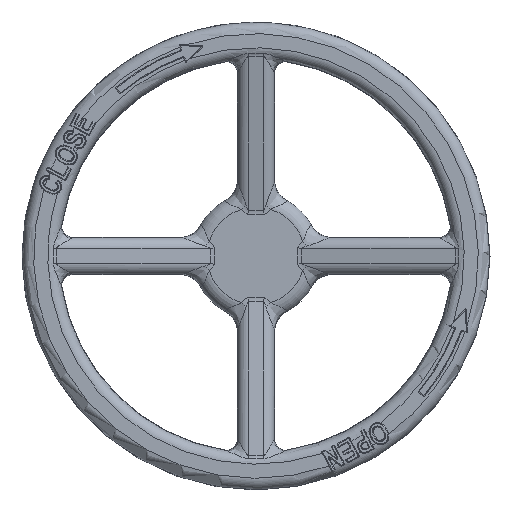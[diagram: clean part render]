
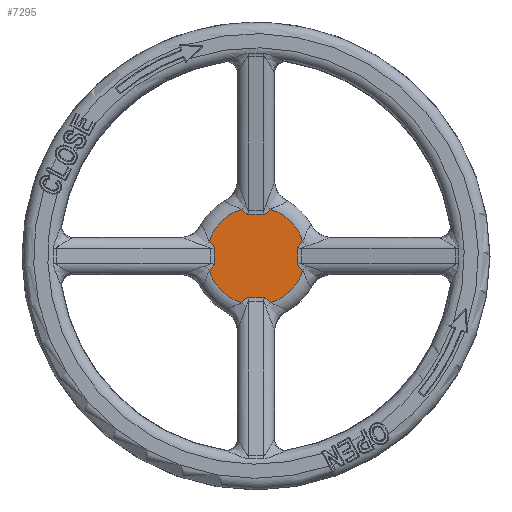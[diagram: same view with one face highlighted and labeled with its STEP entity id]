
A CAD part, top view. The second image highlights one B-rep face of the part: STEP entity #7295.
In plain terms, the highlighted planar face has unit normal (0, 0, 1).
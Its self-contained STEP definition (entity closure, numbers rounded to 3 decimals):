
#323=CIRCLE('',#7895,13.077);
#325=CIRCLE('',#7898,13.077);
#327=CIRCLE('',#7901,13.077);
#329=CIRCLE('',#7904,13.077);
#667=ELLIPSE('',#7906,51.829,9.);
#668=ELLIPSE('',#7907,51.829,9.);
#669=ELLIPSE('',#7908,51.829,9.);
#670=ELLIPSE('',#7909,51.829,9.);
#671=ELLIPSE('',#7910,51.829,9.);
#672=ELLIPSE('',#7911,51.829,9.);
#673=ELLIPSE('',#7912,51.829,9.);
#674=ELLIPSE('',#7913,51.829,9.);
#819=LINE('',#12274,#1128);
#820=LINE('',#12280,#1129);
#821=LINE('',#12285,#1130);
#822=LINE('',#12290,#1131);
#1128=VECTOR('',#8959,1000.);
#1129=VECTOR('',#8964,1000.);
#1130=VECTOR('',#8969,1000.);
#1131=VECTOR('',#8974,1000.);
#1368=PLANE('',#7905);
#1966=ORIENTED_EDGE('',*,*,#4246,.T.);
#1967=ORIENTED_EDGE('',*,*,#4247,.T.);
#1968=ORIENTED_EDGE('',*,*,#4227,.T.);
#1969=ORIENTED_EDGE('',*,*,#4248,.T.);
#1970=ORIENTED_EDGE('',*,*,#4249,.T.);
#1971=ORIENTED_EDGE('',*,*,#4250,.T.);
#1972=ORIENTED_EDGE('',*,*,#4233,.T.);
#1973=ORIENTED_EDGE('',*,*,#4251,.T.);
#1974=ORIENTED_EDGE('',*,*,#4252,.T.);
#1975=ORIENTED_EDGE('',*,*,#4253,.T.);
#1976=ORIENTED_EDGE('',*,*,#4239,.T.);
#1977=ORIENTED_EDGE('',*,*,#4254,.T.);
#1978=ORIENTED_EDGE('',*,*,#4255,.T.);
#1979=ORIENTED_EDGE('',*,*,#4256,.T.);
#1980=ORIENTED_EDGE('',*,*,#4243,.T.);
#1981=ORIENTED_EDGE('',*,*,#4257,.T.);
#4227=EDGE_CURVE('',#5338,#5343,#323,.T.);
#4233=EDGE_CURVE('',#5344,#5349,#325,.T.);
#4239=EDGE_CURVE('',#5350,#5355,#327,.T.);
#4243=EDGE_CURVE('',#5360,#5359,#329,.T.);
#4246=EDGE_CURVE('',#5362,#5363,#819,.F.);
#4247=EDGE_CURVE('',#5363,#5338,#667,.F.);
#4248=EDGE_CURVE('',#5343,#5364,#668,.F.);
#4249=EDGE_CURVE('',#5364,#5365,#820,.F.);
#4250=EDGE_CURVE('',#5365,#5344,#669,.F.);
#4251=EDGE_CURVE('',#5349,#5366,#670,.F.);
#4252=EDGE_CURVE('',#5366,#5367,#821,.F.);
#4253=EDGE_CURVE('',#5367,#5350,#671,.F.);
#4254=EDGE_CURVE('',#5355,#5368,#672,.F.);
#4255=EDGE_CURVE('',#5368,#5369,#822,.F.);
#4256=EDGE_CURVE('',#5369,#5360,#673,.F.);
#4257=EDGE_CURVE('',#5359,#5362,#674,.F.);
#5338=VERTEX_POINT('',#12157);
#5343=VERTEX_POINT('',#12178);
#5344=VERTEX_POINT('',#12188);
#5349=VERTEX_POINT('',#12209);
#5350=VERTEX_POINT('',#12219);
#5355=VERTEX_POINT('',#12240);
#5359=VERTEX_POINT('',#12258);
#5360=VERTEX_POINT('',#12260);
#5362=VERTEX_POINT('',#12275);
#5363=VERTEX_POINT('',#12276);
#5364=VERTEX_POINT('',#12279);
#5365=VERTEX_POINT('',#12281);
#5366=VERTEX_POINT('',#12284);
#5367=VERTEX_POINT('',#12286);
#5368=VERTEX_POINT('',#12289);
#5369=VERTEX_POINT('',#12291);
#6130=EDGE_LOOP('',(#1966,#1967,#1968,#1969,#1970,#1971,#1972,#1973,#1974,
#1975,#1976,#1977,#1978,#1979,#1980,#1981));
#6650=FACE_BOUND('',#6130,.T.);
#7295=ADVANCED_FACE('',(#6650),#1368,.T.);
#7895=AXIS2_PLACEMENT_3D('',#12179,#8937,#8938);
#7898=AXIS2_PLACEMENT_3D('',#12210,#8943,#8944);
#7901=AXIS2_PLACEMENT_3D('',#12241,#8949,#8950);
#7904=AXIS2_PLACEMENT_3D('',#12259,#8955,#8956);
#7905=AXIS2_PLACEMENT_3D('',#12273,#8957,#8958);
#7906=AXIS2_PLACEMENT_3D('',#12277,#8960,#8961);
#7907=AXIS2_PLACEMENT_3D('',#12278,#8962,#8963);
#7908=AXIS2_PLACEMENT_3D('',#12282,#8965,#8966);
#7909=AXIS2_PLACEMENT_3D('',#12283,#8967,#8968);
#7910=AXIS2_PLACEMENT_3D('',#12287,#8970,#8971);
#7911=AXIS2_PLACEMENT_3D('',#12288,#8972,#8973);
#7912=AXIS2_PLACEMENT_3D('',#12292,#8975,#8976);
#7913=AXIS2_PLACEMENT_3D('',#12293,#8977,#8978);
#8937=DIRECTION('',(0.,0.,1.));
#8938=DIRECTION('',(1.,0.,0.));
#8943=DIRECTION('',(0.,0.,1.));
#8944=DIRECTION('',(1.,0.,0.));
#8949=DIRECTION('',(0.,0.,1.));
#8950=DIRECTION('',(1.,0.,0.));
#8955=DIRECTION('',(0.,0.,1.));
#8956=DIRECTION('',(1.,0.,0.));
#8957=DIRECTION('',(0.,0.,1.));
#8958=DIRECTION('',(1.,0.,0.));
#8959=DIRECTION('',(0.,1.,0.));
#8960=DIRECTION('',(0.,0.,1.));
#8961=DIRECTION('',(-1.,0.,0.));
#8962=DIRECTION('',(0.,0.,1.));
#8963=DIRECTION('',(0.,-1.,0.));
#8964=DIRECTION('',(-1.,0.,0.));
#8965=DIRECTION('',(0.,0.,1.));
#8966=DIRECTION('',(0.,-1.,0.));
#8967=DIRECTION('',(0.,0.,1.));
#8968=DIRECTION('',(1.,0.,0.));
#8969=DIRECTION('',(0.,-1.,0.));
#8970=DIRECTION('',(0.,0.,1.));
#8971=DIRECTION('',(1.,0.,0.));
#8972=DIRECTION('',(0.,0.,1.));
#8973=DIRECTION('',(0.,1.,0.));
#8974=DIRECTION('',(1.,0.,0.));
#8975=DIRECTION('',(0.,0.,1.));
#8976=DIRECTION('',(0.,1.,0.));
#8977=DIRECTION('',(0.,0.,1.));
#8978=DIRECTION('',(-1.,0.,0.));
#12157=CARTESIAN_POINT('',(-12.469,-3.943,-3.));
#12178=CARTESIAN_POINT('',(-3.943,-12.469,-3.));
#12179=CARTESIAN_POINT('',(0.,0.,-3.));
#12188=CARTESIAN_POINT('',(3.943,-12.469,-3.));
#12209=CARTESIAN_POINT('',(12.469,-3.943,-3.));
#12210=CARTESIAN_POINT('',(0.,0.,-3.));
#12219=CARTESIAN_POINT('',(12.469,3.943,-3.));
#12240=CARTESIAN_POINT('',(3.943,12.469,-3.));
#12241=CARTESIAN_POINT('',(0.,0.,-3.));
#12258=CARTESIAN_POINT('',(-12.469,3.943,-3.));
#12259=CARTESIAN_POINT('',(0.,0.,-3.));
#12260=CARTESIAN_POINT('',(-3.943,12.469,-3.));
#12273=CARTESIAN_POINT('',(0.,0.,-3.));
#12274=CARTESIAN_POINT('',(-11.167,0.,-3.));
#12275=CARTESIAN_POINT('',(-11.167,1.939,-3.));
#12276=CARTESIAN_POINT('',(-11.167,-1.939,-3.));
#12277=CARTESIAN_POINT('',(-62.996,-1.939,-3.));
#12278=CARTESIAN_POINT('',(-1.939,-62.996,-3.));
#12279=CARTESIAN_POINT('',(-1.939,-11.167,-3.));
#12280=CARTESIAN_POINT('',(0.,-11.167,-3.));
#12281=CARTESIAN_POINT('',(1.939,-11.167,-3.));
#12282=CARTESIAN_POINT('',(1.939,-62.996,-3.));
#12283=CARTESIAN_POINT('',(62.996,-1.939,-3.));
#12284=CARTESIAN_POINT('',(11.167,-1.939,-3.));
#12285=CARTESIAN_POINT('',(11.167,0.,-3.));
#12286=CARTESIAN_POINT('',(11.167,1.939,-3.));
#12287=CARTESIAN_POINT('',(62.996,1.939,-3.));
#12288=CARTESIAN_POINT('',(1.939,62.996,-3.));
#12289=CARTESIAN_POINT('',(1.939,11.167,-3.));
#12290=CARTESIAN_POINT('',(0.,11.167,-3.));
#12291=CARTESIAN_POINT('',(-1.939,11.167,-3.));
#12292=CARTESIAN_POINT('',(-1.939,62.996,-3.));
#12293=CARTESIAN_POINT('',(-62.996,1.939,-3.));
